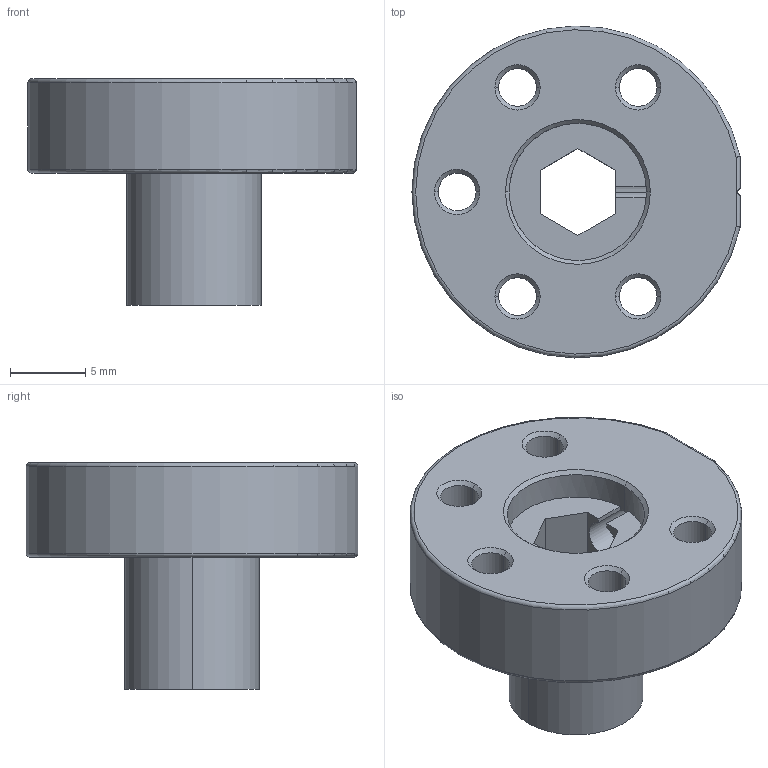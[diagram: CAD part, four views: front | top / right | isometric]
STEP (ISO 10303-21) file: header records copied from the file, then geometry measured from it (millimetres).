
FILE_DESCRIPTION (( 'STEP AP214' ), '1' );
FILE_NAME ('REV-41-1719-1 Sprocket Hub.STEP', '2019-07-29T17:21:35', ( '' ), ( '' ), 'SwSTEP 2.0', 'SolidWorks 2018', '' );
FILE_SCHEMA (( 'AUTOMOTIVE_DESIGN' ));
Length unit declared in the file: millimetre
Products named in the file (1): REV-41-1719-1 Sprocket Hub
Bounding box: 21.75 x 22 x 15 mm (x, y, z)
Volume: 2300.9 mm3; surface area: 1891.4 mm2
Topology: 1 solids, 1 shells, 73 faces, 179 edges, 107 vertices
Faces by surface type: cone 24, plane 24, cylinder 23, torus 2
Entity records: 2369 total; most frequent: CARTESIAN_POINT 488, DIRECTION 365, ORIENTED_EDGE 358, EDGE_CURVE 179, AXIS2_PLACEMENT_3D 134, VERTEX_POINT 107, LINE 97, VECTOR 97
